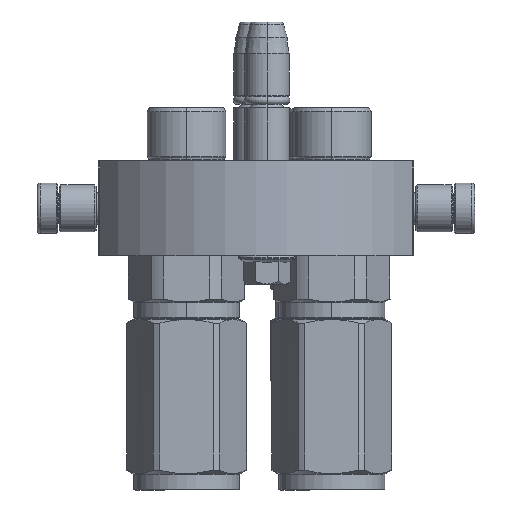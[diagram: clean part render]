
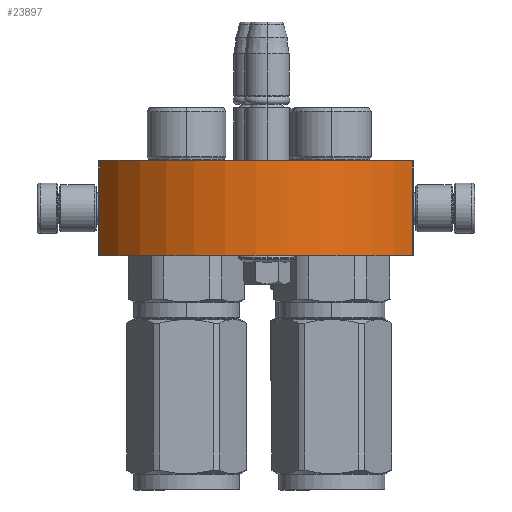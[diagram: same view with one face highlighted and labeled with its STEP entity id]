
A CAD part, left-side view. The second image highlights one B-rep face of the part: STEP entity #23897.
In plain terms, the highlighted cylindrical face has radius 57.25 mm (diameter 114.5 mm), a partial arc.
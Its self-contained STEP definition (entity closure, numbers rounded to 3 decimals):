
#4084 = CARTESIAN_POINT ( 'NONE',  ( 49.5, 0., -28.763 ) ) ;
#6957 = ORIENTED_EDGE ( 'NONE', *, *, #46394, .T. ) ;
#7633 = ORIENTED_EDGE ( 'NONE', *, *, #20825, .T. ) ;
#7644 = DIRECTION ( 'NONE',  ( 0.865, 0., -0.502 ) ) ;
#9758 = CARTESIAN_POINT ( 'NONE',  ( 0., 30., 0. ) ) ;
#11521 = VERTEX_POINT ( 'NONE', #39967 ) ;
#12719 = FACE_OUTER_BOUND ( 'NONE', #22222, .T. ) ;
#14089 = DIRECTION ( 'NONE',  ( 0., 1., 0. ) ) ;
#14898 = CARTESIAN_POINT ( 'NONE',  ( 49.5, 0., -28.763 ) ) ;
#15043 = DIRECTION ( 'NONE',  ( 0., 1., 0. ) ) ;
#15763 = CIRCLE ( 'NONE', #45537, 57.25 ) ;
#15824 = VERTEX_POINT ( 'NONE', #34791 ) ;
#17770 = DIRECTION ( 'NONE',  ( 0.865, 0., -0.502 ) ) ;
#18086 = VERTEX_POINT ( 'NONE', #28691 ) ;
#18500 = VERTEX_POINT ( 'NONE', #4084 ) ;
#20825 = EDGE_CURVE ( 'NONE', #18086, #15824, #30580, .T. ) ;
#22222 = EDGE_LOOP ( 'NONE', ( #37350, #24495, #6957, #7633 ) ) ;
#23897 = ADVANCED_FACE ( 'NONE', ( #12719 ), #43872, .T. ) ;
#24080 = EDGE_CURVE ( 'NONE', #11521, #15824, #28210, .T. ) ;
#24495 = ORIENTED_EDGE ( 'NONE', *, *, #28600, .F. ) ;
#24959 = VECTOR ( 'NONE', #14089, 1000. ) ;
#27191 = DIRECTION ( 'NONE',  ( 0., 1., 0. ) ) ;
#28210 = CIRCLE ( 'NONE', #40768, 57.25 ) ;
#28600 = EDGE_CURVE ( 'NONE', #18500, #11521, #37104, .T. ) ;
#28691 = CARTESIAN_POINT ( 'NONE',  ( -49.5, 0., -28.763 ) ) ;
#30580 = LINE ( 'NONE', #46436, #24959 ) ;
#32364 = AXIS2_PLACEMENT_3D ( 'NONE', #46711, #43191, #43363 ) ;
#34791 = CARTESIAN_POINT ( 'NONE',  ( -49.5, 30., -28.763 ) ) ;
#37104 = LINE ( 'NONE', #14898, #48984 ) ;
#37350 = ORIENTED_EDGE ( 'NONE', *, *, #24080, .F. ) ;
#37598 = DIRECTION ( 'NONE',  ( 0., 1., 0. ) ) ;
#39207 = CARTESIAN_POINT ( 'NONE',  ( 0., 0., 0. ) ) ;
#39967 = CARTESIAN_POINT ( 'NONE',  ( 49.5, 30., -28.763 ) ) ;
#40768 = AXIS2_PLACEMENT_3D ( 'NONE', #9758, #37598, #17770 ) ;
#43191 = DIRECTION ( 'NONE',  ( 0., -1., 0. ) ) ;
#43363 = DIRECTION ( 'NONE',  ( 1., 0., 0. ) ) ;
#43872 = CYLINDRICAL_SURFACE ( 'NONE', #32364, 57.25 ) ;
#45537 = AXIS2_PLACEMENT_3D ( 'NONE', #39207, #15043, #7644 ) ;
#46394 = EDGE_CURVE ( 'NONE', #18500, #18086, #15763, .T. ) ;
#46436 = CARTESIAN_POINT ( 'NONE',  ( -49.5, 0., -28.763 ) ) ;
#46711 = CARTESIAN_POINT ( 'NONE',  ( 0., 0., 0. ) ) ;
#48984 = VECTOR ( 'NONE', #27191, 1000. ) ;
